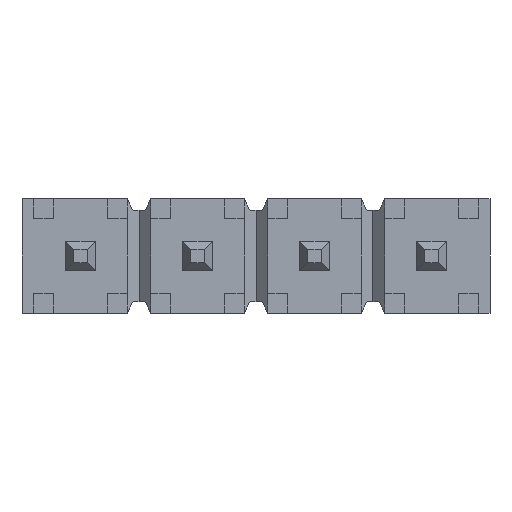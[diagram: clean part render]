
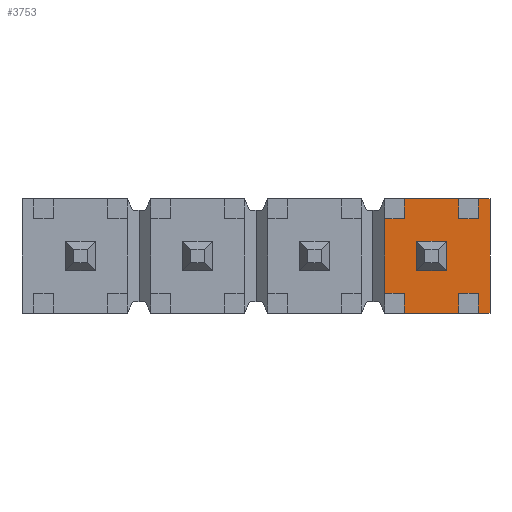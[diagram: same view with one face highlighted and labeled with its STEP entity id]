
A CAD part, front view. The second image highlights one B-rep face of the part: STEP entity #3753.
In plain terms, the highlighted planar face has unit normal (0, -1, 0).
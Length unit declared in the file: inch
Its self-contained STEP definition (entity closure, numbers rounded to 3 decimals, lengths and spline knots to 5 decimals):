
#501=ORIENTED_EDGE('',*,*,#1401,.T.);
#502=ORIENTED_EDGE('',*,*,#1186,.T.);
#503=ORIENTED_EDGE('',*,*,#1312,.T.);
#504=ORIENTED_EDGE('',*,*,#1403,.T.);
#505=ORIENTED_EDGE('',*,*,#1343,.F.);
#506=ORIENTED_EDGE('',*,*,#1182,.T.);
#507=ORIENTED_EDGE('',*,*,#1348,.T.);
#508=ORIENTED_EDGE('',*,*,#1404,.T.);
#509=ORIENTED_EDGE('',*,*,#1159,.F.);
#510=ORIENTED_EDGE('',*,*,#1405,.F.);
#511=ORIENTED_EDGE('',*,*,#1349,.T.);
#512=ORIENTED_EDGE('',*,*,#1247,.T.);
#513=ORIENTED_EDGE('',*,*,#1346,.F.);
#514=ORIENTED_EDGE('',*,*,#1406,.F.);
#515=ORIENTED_EDGE('',*,*,#1313,.T.);
#516=ORIENTED_EDGE('',*,*,#1243,.T.);
#517=ORIENTED_EDGE('',*,*,#1391,.F.);
#518=ORIENTED_EDGE('',*,*,#1358,.F.);
#519=ORIENTED_EDGE('',*,*,#1355,.F.);
#520=ORIENTED_EDGE('',*,*,#1352,.F.);
#1159=EDGE_CURVE('',#1680,#1674,#2013,.T.);
#1182=EDGE_CURVE('',#1699,#1698,#2036,.T.);
#1186=EDGE_CURVE('',#1703,#1702,#2040,.T.);
#1243=EDGE_CURVE('',#1740,#1739,#2097,.T.);
#1247=EDGE_CURVE('',#1744,#1743,#2101,.T.);
#1312=EDGE_CURVE('',#1702,#1779,#2166,.T.);
#1313=EDGE_CURVE('',#1780,#1740,#2167,.T.);
#1343=EDGE_CURVE('',#1699,#1795,#2197,.T.);
#1346=EDGE_CURVE('',#1796,#1743,#2200,.T.);
#1348=EDGE_CURVE('',#1698,#1797,#2202,.T.);
#1349=EDGE_CURVE('',#1798,#1744,#2203,.T.);
#1352=EDGE_CURVE('',#1800,#1801,#2206,.T.);
#1355=EDGE_CURVE('',#1801,#1803,#2209,.T.);
#1358=EDGE_CURVE('',#1803,#1805,#2212,.T.);
#1391=EDGE_CURVE('',#1805,#1800,#2245,.T.);
#1401=EDGE_CURVE('',#1739,#1703,#2255,.T.);
#1403=EDGE_CURVE('',#1779,#1795,#2257,.T.);
#1404=EDGE_CURVE('',#1797,#1674,#2258,.T.);
#1405=EDGE_CURVE('',#1798,#1680,#2259,.T.);
#1406=EDGE_CURVE('',#1780,#1796,#2260,.T.);
#1674=VERTEX_POINT('',#5221);
#1680=VERTEX_POINT('',#5233);
#1698=VERTEX_POINT('',#5277);
#1699=VERTEX_POINT('',#5279);
#1702=VERTEX_POINT('',#5285);
#1703=VERTEX_POINT('',#5287);
#1739=VERTEX_POINT('',#5385);
#1740=VERTEX_POINT('',#5387);
#1743=VERTEX_POINT('',#5393);
#1744=VERTEX_POINT('',#5395);
#1779=VERTEX_POINT('',#5523);
#1780=VERTEX_POINT('',#5527);
#1795=VERTEX_POINT('',#5587);
#1796=VERTEX_POINT('',#5591);
#1797=VERTEX_POINT('',#5595);
#1798=VERTEX_POINT('',#5599);
#1800=VERTEX_POINT('',#5604);
#1801=VERTEX_POINT('',#5606);
#1803=VERTEX_POINT('',#5612);
#1805=VERTEX_POINT('',#5618);
#2013=LINE('',#5234,#2539);
#2036=LINE('',#5278,#2562);
#2040=LINE('',#5286,#2566);
#2097=LINE('',#5386,#2623);
#2101=LINE('',#5394,#2627);
#2166=LINE('',#5524,#2692);
#2167=LINE('',#5526,#2693);
#2197=LINE('',#5586,#2723);
#2200=LINE('',#5592,#2726);
#2202=LINE('',#5596,#2728);
#2203=LINE('',#5598,#2729);
#2206=LINE('',#5605,#2732);
#2209=LINE('',#5611,#2735);
#2212=LINE('',#5617,#2738);
#2245=LINE('',#5686,#2771);
#2255=LINE('',#5701,#2781);
#2257=LINE('',#5708,#2783);
#2258=LINE('',#5709,#2784);
#2259=LINE('',#5710,#2785);
#2260=LINE('',#5711,#2786);
#2539=VECTOR('',#4222,39.37008);
#2562=VECTOR('',#4251,39.37008);
#2566=VECTOR('',#4255,39.37008);
#2623=VECTOR('',#4324,39.37008);
#2627=VECTOR('',#4328,39.37008);
#2692=VECTOR('',#4451,39.37008);
#2693=VECTOR('',#4454,39.37008);
#2723=VECTOR('',#4514,39.37008);
#2726=VECTOR('',#4519,39.37008);
#2728=VECTOR('',#4523,39.37008);
#2729=VECTOR('',#4526,39.37008);
#2732=VECTOR('',#4531,39.37008);
#2735=VECTOR('',#4536,39.37008);
#2738=VECTOR('',#4541,39.37008);
#2771=VECTOR('',#4594,39.37008);
#2781=VECTOR('',#4614,39.37008);
#2783=VECTOR('',#4626,39.37008);
#2784=VECTOR('',#4627,39.37008);
#2785=VECTOR('',#4628,39.37008);
#2786=VECTOR('',#4629,39.37008);
#3089=EDGE_LOOP('',(#501,#502,#503,#504,#505,#506,#507,#508,#509,#510,#511,
#512,#513,#514,#515,#516));
#3090=EDGE_LOOP('',(#517,#518,#519,#520));
#3317=FACE_BOUND('',#3089,.T.);
#3318=FACE_BOUND('',#3090,.T.);
#3541=PLANE('',#4003);
#3753=ADVANCED_FACE('',(#3317,#3318),#3541,.T.);
#4003=AXIS2_PLACEMENT_3D('',#5707,#4624,#4625);
#4222=DIRECTION('',(0.,0.,1.));
#4251=DIRECTION('',(-1.,0.,0.));
#4255=DIRECTION('',(-1.,0.,0.));
#4324=DIRECTION('',(1.,0.,0.));
#4328=DIRECTION('',(1.,0.,0.));
#4451=DIRECTION('',(0.,0.,-1.));
#4454=DIRECTION('',(0.,0.,-1.));
#4514=DIRECTION('',(0.,0.,-1.));
#4519=DIRECTION('',(0.,0.,-1.));
#4523=DIRECTION('',(0.,0.,-1.));
#4526=DIRECTION('',(0.,0.,-1.));
#4531=DIRECTION('',(1.,0.,0.));
#4536=DIRECTION('',(0.,0.,1.));
#4541=DIRECTION('',(-1.,0.,0.));
#4594=DIRECTION('',(0.,0.,-1.));
#4614=DIRECTION('',(0.,0.,1.));
#4624=DIRECTION('',(0.,-1.,0.));
#4625=DIRECTION('',(1.,0.,0.));
#4626=DIRECTION('',(-1.,0.,0.));
#4627=DIRECTION('',(-1.,0.,0.));
#4628=DIRECTION('',(-1.,0.,0.));
#4629=DIRECTION('',(-1.,0.,0.));
#5221=CARTESIAN_POINT('',(0.11,0.02,0.032));
#5233=CARTESIAN_POINT('',(0.11,0.02,-0.032));
#5234=CARTESIAN_POINT('',(0.11,0.02,0.4));
#5277=CARTESIAN_POINT('',(0.12688,0.02,0.049));
#5278=CARTESIAN_POINT('',(-0.2,0.02,0.049));
#5279=CARTESIAN_POINT('',(0.17312,0.02,0.049));
#5285=CARTESIAN_POINT('',(0.19012,0.02,0.049));
#5286=CARTESIAN_POINT('',(-0.2,0.02,0.049));
#5287=CARTESIAN_POINT('',(0.2,0.02,0.049));
#5385=CARTESIAN_POINT('',(0.2,0.02,-0.049));
#5386=CARTESIAN_POINT('',(0.2,0.02,-0.049));
#5387=CARTESIAN_POINT('',(0.19012,0.02,-0.049));
#5393=CARTESIAN_POINT('',(0.17312,0.02,-0.049));
#5394=CARTESIAN_POINT('',(0.2,0.02,-0.049));
#5395=CARTESIAN_POINT('',(0.12688,0.02,-0.049));
#5523=CARTESIAN_POINT('',(0.19012,0.02,0.032));
#5524=CARTESIAN_POINT('',(0.19012,0.02,0.098));
#5526=CARTESIAN_POINT('',(0.19012,0.02,0.098));
#5527=CARTESIAN_POINT('',(0.19012,0.02,-0.032));
#5586=CARTESIAN_POINT('',(0.17312,0.02,0.098));
#5587=CARTESIAN_POINT('',(0.17312,0.02,0.032));
#5591=CARTESIAN_POINT('',(0.17312,0.02,-0.032));
#5592=CARTESIAN_POINT('',(0.17312,0.02,0.098));
#5595=CARTESIAN_POINT('',(0.12688,0.02,0.032));
#5596=CARTESIAN_POINT('',(0.12688,0.02,0.098));
#5598=CARTESIAN_POINT('',(0.12688,0.02,0.098));
#5599=CARTESIAN_POINT('',(0.12688,0.02,-0.032));
#5604=CARTESIAN_POINT('',(0.1375,0.02,-0.0125));
#5605=CARTESIAN_POINT('',(0.1625,0.02,-0.0125));
#5606=CARTESIAN_POINT('',(0.1625,0.02,-0.0125));
#5611=CARTESIAN_POINT('',(0.1625,0.02,0.0125));
#5612=CARTESIAN_POINT('',(0.1625,0.02,0.0125));
#5617=CARTESIAN_POINT('',(0.1375,0.02,0.0125));
#5618=CARTESIAN_POINT('',(0.1375,0.02,0.0125));
#5686=CARTESIAN_POINT('',(0.1375,0.02,-0.0125));
#5701=CARTESIAN_POINT('',(0.2,0.02,0.049));
#5707=CARTESIAN_POINT('',(0.23637,0.02,0.098));
#5708=CARTESIAN_POINT('',(0.4,0.02,0.032));
#5709=CARTESIAN_POINT('',(0.4,0.02,0.032));
#5710=CARTESIAN_POINT('',(0.4,0.02,-0.032));
#5711=CARTESIAN_POINT('',(0.4,0.02,-0.032));
